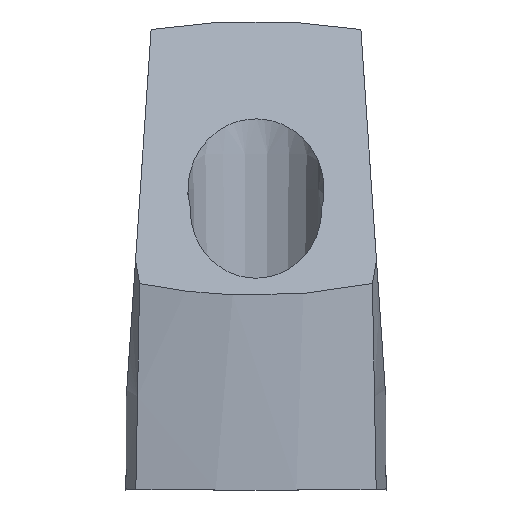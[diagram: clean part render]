
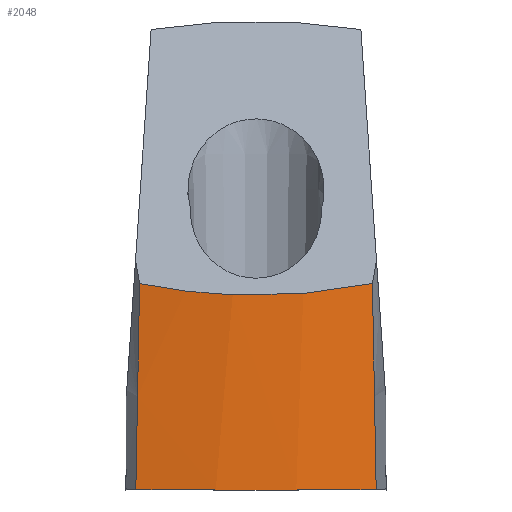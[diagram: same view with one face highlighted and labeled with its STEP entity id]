
A CAD part, left-side view. The second image highlights one B-rep face of the part: STEP entity #2048.
In plain terms, the highlighted free-form (B-spline) face has degree [3, 1] with [4, 2] control points.
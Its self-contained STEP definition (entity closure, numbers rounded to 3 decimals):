
#6 = CARTESIAN_POINT ( 'NONE',  ( -84.442, 12.965, 22.146 ) ) ;
#122 = CARTESIAN_POINT ( 'NONE',  ( -85.141, 12.753, 3.333 ) ) ;
#140 = ORIENTED_EDGE ( 'NONE', *, *, #2622, .T. ) ;
#187 = ORIENTED_EDGE ( 'NONE', *, *, #1434, .T. ) ;
#189 = B_SPLINE_CURVE_WITH_KNOTS ( 'NONE', 3,
 ( #6138, #1895, #442, #5702 ),
 .UNSPECIFIED., .F., .F.,
 ( 4, 4 ),
 ( 0., 1. ),
 .UNSPECIFIED. ) ;
#245 = CARTESIAN_POINT ( 'NONE',  ( -85.776, 1.009, 20.75 ) ) ;
#442 = CARTESIAN_POINT ( 'NONE',  ( -84.681, -12.484, 18.009 ) ) ;
#454 = CARTESIAN_POINT ( 'NONE',  ( -85.216, -12.965, 0. ) ) ;
#641 =( BOUNDED_SURFACE ( )  B_SPLINE_SURFACE ( 3, 1, ( 
 ( #6, #3250 ),
 ( #5190, #3716 ),
 ( #1393, #2845 ),
 ( #950, #454 ) ),
 .UNSPECIFIED., .F., .F., .F. ) 
 B_SPLINE_SURFACE_WITH_KNOTS ( ( 4, 4 ),
 ( 2, 2 ),
 ( 0., 1. ),
 ( 0., 1. ),
 .UNSPECIFIED. ) 
 GEOMETRIC_REPRESENTATION_ITEM ( )  RATIONAL_B_SPLINE_SURFACE ( (
 ( 1., 1.),
 ( 0.987, 0.987),
 ( 0.987, 0.987),
 ( 1., 1.) ) ) 
 REPRESENTATION_ITEM ( '' )  SURFACE ( )  );
#667 = CARTESIAN_POINT ( 'NONE',  ( -84.958, 10.382, 21.597 ) ) ;
#704 = CARTESIAN_POINT ( 'NONE',  ( -85.648, 4.169, 20.883 ) ) ;
#880 = CARTESIAN_POINT ( 'NONE',  ( -20.417, 0., 0. ) ) ;
#950 = CARTESIAN_POINT ( 'NONE',  ( -84.442, -12.965, 22.146 ) ) ;
#984 = DIRECTION ( 'NONE',  ( 1., 0., 0. ) ) ;
#1046 = CARTESIAN_POINT ( 'NONE',  ( -84.933, 12.631, 10. ) ) ;
#1188 = CARTESIAN_POINT ( 'NONE',  ( -85.669, -4.217, 20.86 ) ) ;
#1381 = CARTESIAN_POINT ( 'NONE',  ( -85.141, -12.753, 3.333 ) ) ;
#1393 = CARTESIAN_POINT ( 'NONE',  ( -86.16, -4.379, 22.146 ) ) ;
#1434 = EDGE_CURVE ( 'NONE', #4045, #5793, #3956, .T. ) ;
#1763 = EDGE_LOOP ( 'NONE', ( #2092, #3323, #187, #140, #3849, #2387 ) ) ;
#1895 = CARTESIAN_POINT ( 'NONE',  ( -84.807, -12.557, 14.005 ) ) ;
#1909 = EDGE_CURVE ( 'NONE', #2468, #4045, #189, .T. ) ;
#1970 = CARTESIAN_POINT ( 'NONE',  ( -85.246, 12.814, 0. ) ) ;
#2042 = CARTESIAN_POINT ( 'NONE',  ( -84.555, -12.411, 22.014 ) ) ;
#2048 = ADVANCED_FACE ( 'NONE', ( #3657 ), #641, .F. ) ;
#2092 = ORIENTED_EDGE ( 'NONE', *, *, #5403, .T. ) ;
#2131 = CARTESIAN_POINT ( 'NONE',  ( -84.555, 12.411, 22.014 ) ) ;
#2387 = ORIENTED_EDGE ( 'NONE', *, *, #4164, .T. ) ;
#2468 = VERTEX_POINT ( 'NONE', #5599 ) ;
#2532 = CARTESIAN_POINT ( 'NONE',  ( -85.246, 12.814, 0. ) ) ;
#2622 = EDGE_CURVE ( 'NONE', #5793, #2974, #5714, .T. ) ;
#2655 = CARTESIAN_POINT ( 'NONE',  ( -84.555, -12.411, 22.014 ) ) ;
#2761 = CARTESIAN_POINT ( 'NONE',  ( -85.246, -12.814, 0. ) ) ;
#2845 = CARTESIAN_POINT ( 'NONE',  ( -86.934, -4.379, 0. ) ) ;
#2974 = VERTEX_POINT ( 'NONE', #3707 ) ;
#3048 = CARTESIAN_POINT ( 'NONE',  ( -84.681, 12.484, 18.009 ) ) ;
#3055 = CARTESIAN_POINT ( 'NONE',  ( -85.261, -8.34, 21.283 ) ) ;
#3250 = CARTESIAN_POINT ( 'NONE',  ( -85.216, 12.965, 0. ) ) ;
#3288 = CARTESIAN_POINT ( 'NONE',  ( -84.807, 12.557, 14.005 ) ) ;
#3323 = ORIENTED_EDGE ( 'NONE', *, *, #1909, .T. ) ;
#3647 = CIRCLE ( 'NONE', #5015, 66.083 ) ;
#3657 = FACE_OUTER_BOUND ( 'NONE', #1763, .T. ) ;
#3682 = B_SPLINE_CURVE_WITH_KNOTS ( 'NONE', 3,
 ( #1046, #5347, #122, #2532 ),
 .UNSPECIFIED., .F., .F.,
 ( 4, 4 ),
 ( 0., 1. ),
 .UNSPECIFIED. ) ;
#3707 = CARTESIAN_POINT ( 'NONE',  ( -84.933, 12.631, 10. ) ) ;
#3716 = CARTESIAN_POINT ( 'NONE',  ( -86.934, 4.379, 0. ) ) ;
#3804 = EDGE_CURVE ( 'NONE', #2974, #4449, #3682, .T. ) ;
#3849 = ORIENTED_EDGE ( 'NONE', *, *, #3804, .T. ) ;
#3907 = CARTESIAN_POINT ( 'NONE',  ( -84.555, 12.411, 22.014 ) ) ;
#3956 = B_SPLINE_CURVE_WITH_KNOTS ( 'NONE', 3,
 ( #2655, #4543, #3055, #1188, #4958, #245, #5034, #704, #3996, #5962, #667, #2131 ),
 .UNSPECIFIED., .F., .F.,
 ( 4, 2, 2, 2, 2, 4 ),
 ( 0.001, 0.007, 0.013, 0.016, 0.019, 0.026 ),
 .UNSPECIFIED. ) ;
#3996 = CARTESIAN_POINT ( 'NONE',  ( -85.57, 5.214, 20.963 ) ) ;
#4005 = CARTESIAN_POINT ( 'NONE',  ( -84.555, 12.411, 22.014 ) ) ;
#4045 = VERTEX_POINT ( 'NONE', #2042 ) ;
#4164 = EDGE_CURVE ( 'NONE', #4449, #5113, #3647, .T. ) ;
#4449 = VERTEX_POINT ( 'NONE', #1970 ) ;
#4543 = CARTESIAN_POINT ( 'NONE',  ( -84.957, -10.384, 21.597 ) ) ;
#4692 = CARTESIAN_POINT ( 'NONE',  ( -84.933, -12.631, 10. ) ) ;
#4958 = CARTESIAN_POINT ( 'NONE',  ( -85.774, -2.137, 20.752 ) ) ;
#5015 = AXIS2_PLACEMENT_3D ( 'NONE', #880, #5141, #984 ) ;
#5034 = CARTESIAN_POINT ( 'NONE',  ( -85.751, 2.067, 20.776 ) ) ;
#5113 = VERTEX_POINT ( 'NONE', #2761 ) ;
#5141 = DIRECTION ( 'NONE',  ( 0., 0., 1. ) ) ;
#5190 = CARTESIAN_POINT ( 'NONE',  ( -86.16, 4.379, 22.146 ) ) ;
#5192 = B_SPLINE_CURVE_WITH_KNOTS ( 'NONE', 3,
 ( #6104, #1381, #6036, #4692 ),
 .UNSPECIFIED., .F., .F.,
 ( 4, 4 ),
 ( 0., 1. ),
 .UNSPECIFIED. ) ;
#5347 = CARTESIAN_POINT ( 'NONE',  ( -85.037, 12.692, 6.667 ) ) ;
#5403 = EDGE_CURVE ( 'NONE', #5113, #2468, #5192, .T. ) ;
#5599 = CARTESIAN_POINT ( 'NONE',  ( -84.933, -12.631, 10. ) ) ;
#5702 = CARTESIAN_POINT ( 'NONE',  ( -84.555, -12.411, 22.014 ) ) ;
#5714 = B_SPLINE_CURVE_WITH_KNOTS ( 'NONE', 3,
 ( #3907, #3048, #3288, #6154 ),
 .UNSPECIFIED., .F., .F.,
 ( 4, 4 ),
 ( 0., 1. ),
 .UNSPECIFIED. ) ;
#5793 = VERTEX_POINT ( 'NONE', #4005 ) ;
#5962 = CARTESIAN_POINT ( 'NONE',  ( -85.263, 8.33, 21.281 ) ) ;
#6036 = CARTESIAN_POINT ( 'NONE',  ( -85.037, -12.692, 6.667 ) ) ;
#6104 = CARTESIAN_POINT ( 'NONE',  ( -85.246, -12.814, 0. ) ) ;
#6138 = CARTESIAN_POINT ( 'NONE',  ( -84.933, -12.631, 10. ) ) ;
#6154 = CARTESIAN_POINT ( 'NONE',  ( -84.933, 12.631, 10. ) ) ;
